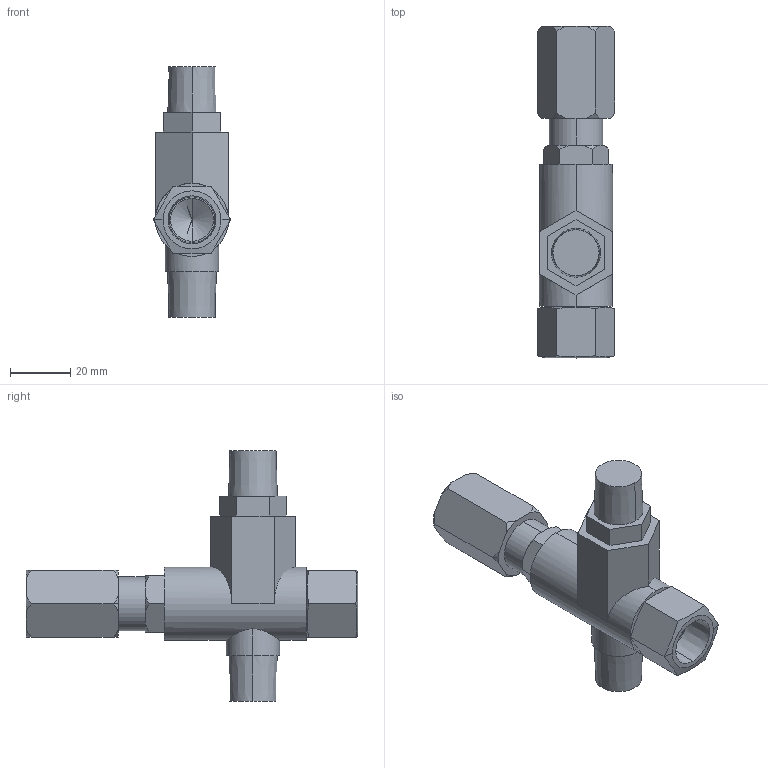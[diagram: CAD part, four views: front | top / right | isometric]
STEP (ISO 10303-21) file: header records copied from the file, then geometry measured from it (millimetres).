
FILE_DESCRIPTION (( 'STEP AP203' ), '1' );
FILE_NAME ('7500S.STEP', '2011-02-11T18:43:12', ( 'Eric Peterson' ), ( 'DDC' ), 'SwSTEP 2.0', 'SolidWorks 2011', '' );
FILE_SCHEMA (( 'CONFIG_CONTROL_DESIGN' ));
Length unit declared in the file: inch
Products named in the file (1): 7500S
Bounding box: 25.69 x 110.41 x 83.49 mm (x, y, z)
Volume: 62540.4 mm3; surface area: 14473.4 mm2
Topology: 1 solids, 1 shells, 83 faces, 208 edges, 134 vertices
Faces by surface type: plane 42, cone 33, cylinder 8
Entity records: 2826 total; most frequent: CARTESIAN_POINT 836, ORIENTED_EDGE 412, DIRECTION 369, EDGE_CURVE 206, AXIS2_PLACEMENT_3D 135, VERTEX_POINT 134, VECTOR 99, LINE 99
